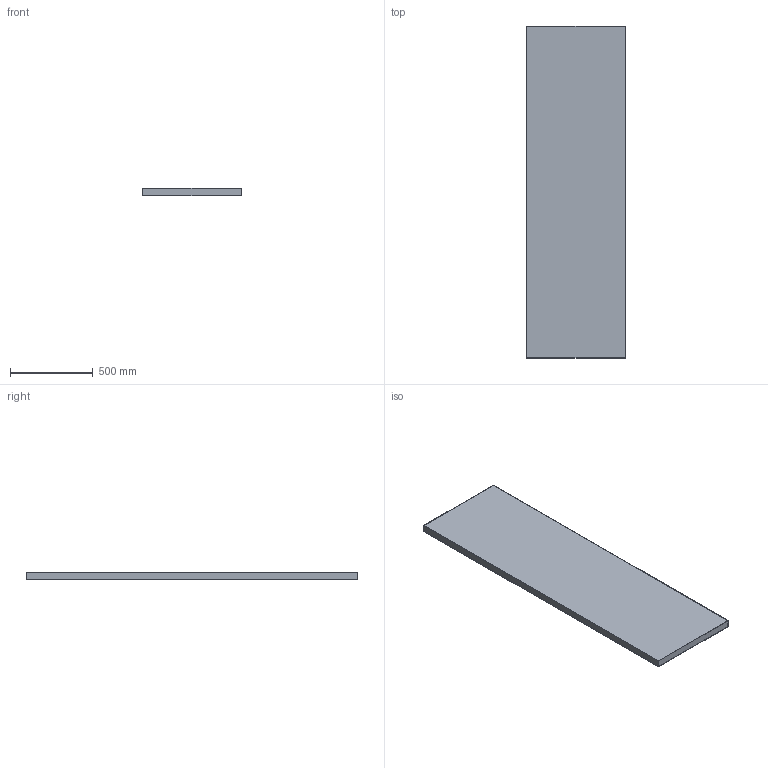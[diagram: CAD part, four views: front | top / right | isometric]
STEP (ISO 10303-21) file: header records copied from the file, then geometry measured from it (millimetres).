
FILE_DESCRIPTION (( 'STEP AP214' ), '1' );
FILE_NAME ('SCE-NEP8024.STEP', '2024-04-24T17:07:07', ( '' ), ( '' ), 'SwSTEP 2.0', 'SolidWorks 2023', '' );
FILE_SCHEMA (( 'AUTOMOTIVE_DESIGN' ));
Length unit declared in the file: inch
Products named in the file (1): SCE-NEP8024
Bounding box: 596.9 x 2006.6 x 44.45 mm (x, y, z)
Volume: 2387750.9 mm3; surface area: 3150662.1 mm2
Topology: 1 solids, 1 shells, 166 faces, 486 edges, 324 vertices
Faces by surface type: plane 84, cylinder 82
Full cylindrical faces by diameter (mm): 11.112 x2, 11.113 x8
Entity records: 5587 total; most frequent: DIRECTION 974, CARTESIAN_POINT 967, ORIENTED_EDGE 952, EDGE_CURVE 476, AXIS2_PLACEMENT_3D 331, VERTEX_POINT 324, LINE 312, VECTOR 312
